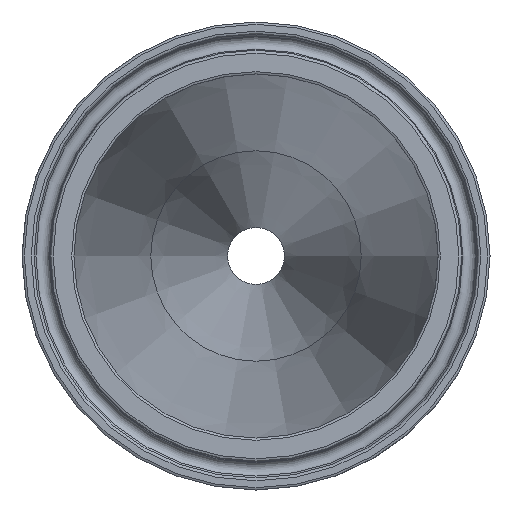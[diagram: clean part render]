
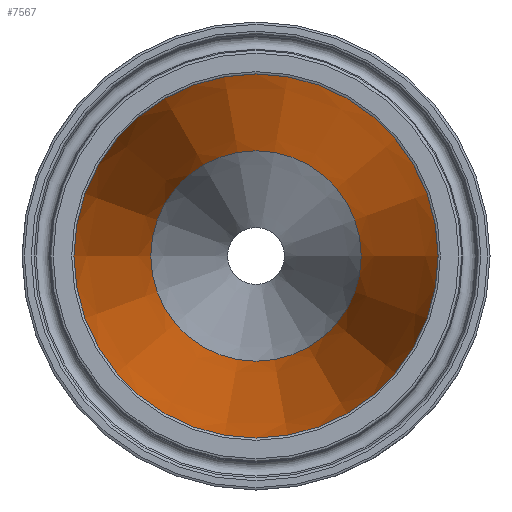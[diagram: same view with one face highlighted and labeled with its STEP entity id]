
A CAD part, left-side view. The second image highlights one B-rep face of the part: STEP entity #7567.
In plain terms, the highlighted conical face has half-angle 7.125 degrees and reference radius 23.749 mm.
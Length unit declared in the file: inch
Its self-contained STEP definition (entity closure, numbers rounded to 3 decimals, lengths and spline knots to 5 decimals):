
#129=FACE_BOUND('',#1396,.T.);
#917=FACE_OUTER_BOUND('',#1395,.T.);
#1395=EDGE_LOOP('',(#7047));
#1396=EDGE_LOOP('',(#7048));
#2562=CIRCLE('',#7978,0.685);
#2565=CIRCLE('',#7983,1.185);
#3720=VERTEX_POINT('',#16789);
#3723=VERTEX_POINT('',#16797);
#4832=EDGE_CURVE('',#3720,#3720,#2562,.T.);
#4835=EDGE_CURVE('',#3723,#3723,#2565,.T.);
#7047=ORIENTED_EDGE('',*,*,#4835,.F.);
#7048=ORIENTED_EDGE('',*,*,#4832,.T.);
#7102=CONICAL_SURFACE('',#7982,0.935,7.125);
#7567=ADVANCED_FACE('',(#917,#129),#7102,.F.);
#7978=AXIS2_PLACEMENT_3D('',#16790,#9299,#9300);
#7982=AXIS2_PLACEMENT_3D('',#16796,#9307,#9308);
#7983=AXIS2_PLACEMENT_3D('',#16798,#9309,#9310);
#9299=DIRECTION('center_axis',(1.,0.,0.));
#9300=DIRECTION('ref_axis',(0.,-1.,0.));
#9307=DIRECTION('center_axis',(-1.,0.,0.));
#9308=DIRECTION('ref_axis',(0.,-1.,0.));
#9309=DIRECTION('center_axis',(1.,0.,0.));
#9310=DIRECTION('ref_axis',(0.,-1.,0.));
#16789=CARTESIAN_POINT('',(4.,-0.685,0.));
#16790=CARTESIAN_POINT('Origin',(4.,0.,0.));
#16796=CARTESIAN_POINT('Origin',(2.,0.,0.));
#16797=CARTESIAN_POINT('',(0.,-1.185,0.));
#16798=CARTESIAN_POINT('Origin',(0.,0.,0.));
